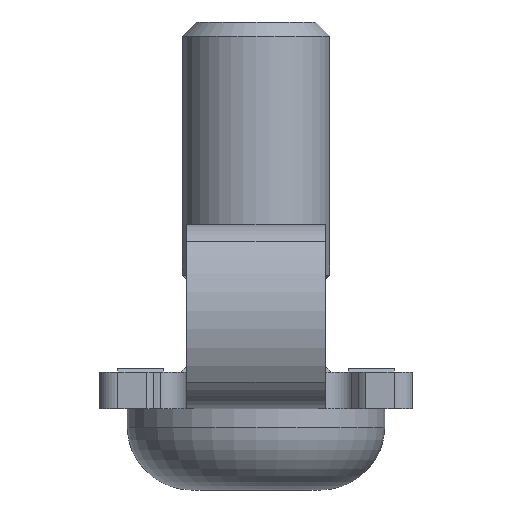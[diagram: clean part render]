
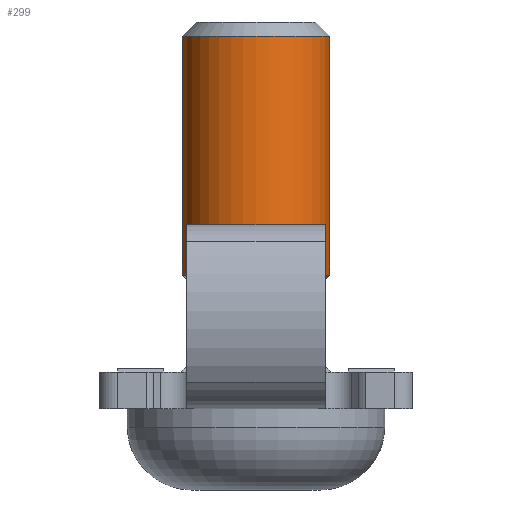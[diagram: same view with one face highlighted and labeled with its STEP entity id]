
A CAD part, front view. The second image highlights one B-rep face of the part: STEP entity #299.
In plain terms, the highlighted cylindrical face has radius 4 mm (diameter 8 mm), a full revolution.
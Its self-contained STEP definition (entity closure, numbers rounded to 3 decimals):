
#299 = ADVANCED_FACE( '', ( #585, #586 ), #587, .T. );
#585 = FACE_OUTER_BOUND( '', #889, .T. );
#586 = FACE_OUTER_BOUND( '', #890, .T. );
#587 = CYLINDRICAL_SURFACE( '', #891, 4. );
#889 = EDGE_LOOP( '', ( #2009 ) );
#890 = EDGE_LOOP( '', ( #2010 ) );
#891 = AXIS2_PLACEMENT_3D( '', #2011, #2012, #2013 );
#2009 = ORIENTED_EDGE( '', *, *, #2426, .F. );
#2010 = ORIENTED_EDGE( '', *, *, #2427, .T. );
#2011 = CARTESIAN_POINT( '', ( 21., 0., 0. ) );
#2012 = DIRECTION( '', ( -1., 0., 0. ) );
#2013 = DIRECTION( '', ( 0., 1., 0. ) );
#2426 = EDGE_CURVE( '', #3029, #3029, #3030, .T. );
#2427 = EDGE_CURVE( '', #3031, #3031, #3032, .T. );
#3029 = VERTEX_POINT( '', #3900 );
#3030 = CIRCLE( '', #3901, 4. );
#3031 = VERTEX_POINT( '', #3902 );
#3032 = CIRCLE( '', #3903, 4. );
#3900 = CARTESIAN_POINT( '', ( 20.233, 4., 0. ) );
#3901 = AXIS2_PLACEMENT_3D( '', #4467, #4468, #4469 );
#3902 = CARTESIAN_POINT( '', ( 7.267, 4., 0. ) );
#3903 = AXIS2_PLACEMENT_3D( '', #4470, #4471, #4472 );
#4467 = CARTESIAN_POINT( '', ( 20.233, 0., 0. ) );
#4468 = DIRECTION( '', ( 1., 0., 0. ) );
#4469 = DIRECTION( '', ( 0., 1., 0. ) );
#4470 = CARTESIAN_POINT( '', ( 7.267, 0., 0. ) );
#4471 = DIRECTION( '', ( 1., 0., 0. ) );
#4472 = DIRECTION( '', ( 0., 1., 0. ) );
